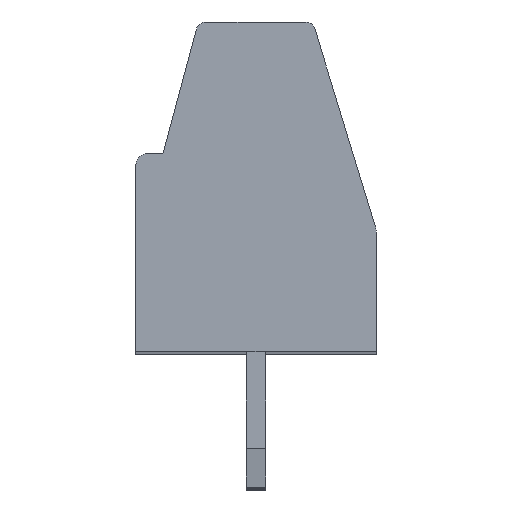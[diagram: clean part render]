
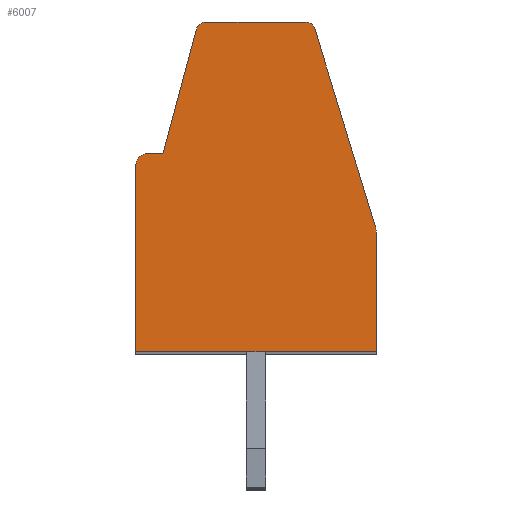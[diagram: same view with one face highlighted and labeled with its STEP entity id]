
A CAD part, top view. The second image highlights one B-rep face of the part: STEP entity #6007.
In plain terms, the highlighted planar face has unit normal (0, 0, 1).
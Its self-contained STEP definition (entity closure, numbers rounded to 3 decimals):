
#14=DIRECTION('',(0.,-1.,0.));
#15=VECTOR('',#14,3.075);
#16=CARTESIAN_POINT('',(3.1,3.075,42.14));
#17=LINE('',#16,#15);
#18=DIRECTION('',(0.,1.,0.));
#19=VECTOR('',#18,4.8);
#20=CARTESIAN_POINT('',(-3.1,0.,42.14));
#21=LINE('',#20,#19);
#22=CARTESIAN_POINT('',(-2.8,4.8,42.14));
#23=DIRECTION('',(0.,0.,-1.));
#24=DIRECTION('',(-1.,0.,0.));
#25=AXIS2_PLACEMENT_3D('',#22,#23,#24);
#27=DIRECTION('',(1.,0.,0.));
#28=VECTOR('',#27,0.4);
#29=CARTESIAN_POINT('',(-2.8,5.1,42.14));
#30=LINE('',#29,#28);
#31=DIRECTION('',(0.259,0.966,0.));
#32=VECTOR('',#31,3.328);
#33=CARTESIAN_POINT('',(-2.4,5.1,42.14));
#34=LINE('',#33,#32);
#35=CARTESIAN_POINT('',(-1.297,8.25,42.14));
#36=DIRECTION('',(0.,0.,-1.));
#37=DIRECTION('',(-0.966,0.259,0.));
#38=AXIS2_PLACEMENT_3D('',#35,#36,#37);
#40=CARTESIAN_POINT('',(1.279,8.25,42.14));
#41=DIRECTION('',(0.,0.,-1.));
#42=DIRECTION('',(-0.001,1.,0.));
#43=AXIS2_PLACEMENT_3D('',#40,#41,#42);
#45=DIRECTION('',(0.292,-0.956,0.));
#46=VECTOR('',#45,5.335);
#47=CARTESIAN_POINT('',(1.518,8.323,42.14));
#48=LINE('',#47,#46);
#49=CARTESIAN_POINT('',(2.6,3.075,42.14));
#50=DIRECTION('',(0.,0.,-1.));
#51=DIRECTION('',(0.956,0.292,0.));
#52=AXIS2_PLACEMENT_3D('',#49,#50,#51);
#80=DIRECTION('',(-1.,0.,0.));
#81=VECTOR('',#80,2.576);
#82=CARTESIAN_POINT('',(1.279,8.5,42.14));
#83=LINE('',#82,#81);
#630=DIRECTION('',(1.,0.,0.));
#631=VECTOR('',#630,6.2);
#632=CARTESIAN_POINT('',(-3.1,0.,42.14));
#633=LINE('',#632,#631);
#4574=CARTESIAN_POINT('',(3.1,3.075,42.14));
#4575=CARTESIAN_POINT('',(3.1,0.,42.14));
#4576=VERTEX_POINT('',#4574);
#4577=VERTEX_POINT('',#4575);
#4578=CARTESIAN_POINT('',(3.078,3.221,42.14));
#4579=VERTEX_POINT('',#4578);
#4580=CARTESIAN_POINT('',(1.518,8.323,42.14));
#4581=VERTEX_POINT('',#4580);
#4582=CARTESIAN_POINT('',(1.279,8.5,42.14));
#4583=VERTEX_POINT('',#4582);
#4584=CARTESIAN_POINT('',(-1.538,8.315,42.14));
#4585=CARTESIAN_POINT('',(-1.297,8.5,42.14));
#4586=VERTEX_POINT('',#4584);
#4587=VERTEX_POINT('',#4585);
#4588=CARTESIAN_POINT('',(-2.4,5.1,42.14));
#4589=VERTEX_POINT('',#4588);
#4590=CARTESIAN_POINT('',(-2.8,5.1,42.14));
#4591=VERTEX_POINT('',#4590);
#4592=CARTESIAN_POINT('',(-3.1,4.8,42.14));
#4593=VERTEX_POINT('',#4592);
#4594=CARTESIAN_POINT('',(-3.1,0.,42.14));
#4595=VERTEX_POINT('',#4594);
#5978=CARTESIAN_POINT('',(0.,0.,42.14));
#5979=DIRECTION('',(0.,0.,1.));
#5980=DIRECTION('',(1.,0.,0.));
#5981=AXIS2_PLACEMENT_3D('',#5978,#5979,#5980);
#5982=PLANE('',#5981);
#5984=ORIENTED_EDGE('',*,*,#5983,.T.);
#5986=ORIENTED_EDGE('',*,*,#5985,.F.);
#5988=ORIENTED_EDGE('',*,*,#5987,.T.);
#5990=ORIENTED_EDGE('',*,*,#5989,.T.);
#5992=ORIENTED_EDGE('',*,*,#5991,.T.);
#5994=ORIENTED_EDGE('',*,*,#5993,.T.);
#5996=ORIENTED_EDGE('',*,*,#5995,.T.);
#5998=ORIENTED_EDGE('',*,*,#5997,.F.);
#6000=ORIENTED_EDGE('',*,*,#5999,.T.);
#6002=ORIENTED_EDGE('',*,*,#6001,.T.);
#6004=ORIENTED_EDGE('',*,*,#6003,.T.);
#6005=EDGE_LOOP('',(#5984,#5986,#5988,#5990,#5992,#5994,#5996,#5998,#6000,#6002,
#6004));
#6006=FACE_OUTER_BOUND('',#6005,.F.);
#26=CIRCLE('',#25,0.3);
#39=CIRCLE('',#38,0.25);
#44=CIRCLE('',#43,0.25);
#53=CIRCLE('',#52,0.5);
#5983=EDGE_CURVE('',#4576,#4577,#17,.T.);
#5985=EDGE_CURVE('',#4595,#4577,#633,.T.);
#5987=EDGE_CURVE('',#4595,#4593,#21,.T.);
#5989=EDGE_CURVE('',#4593,#4591,#26,.T.);
#5991=EDGE_CURVE('',#4591,#4589,#30,.T.);
#5993=EDGE_CURVE('',#4589,#4586,#34,.T.);
#5995=EDGE_CURVE('',#4586,#4587,#39,.T.);
#5997=EDGE_CURVE('',#4583,#4587,#83,.T.);
#5999=EDGE_CURVE('',#4583,#4581,#44,.T.);
#6001=EDGE_CURVE('',#4581,#4579,#48,.T.);
#6003=EDGE_CURVE('',#4579,#4576,#53,.T.);
#6007=ADVANCED_FACE('',(#6006),#5982,.T.);
